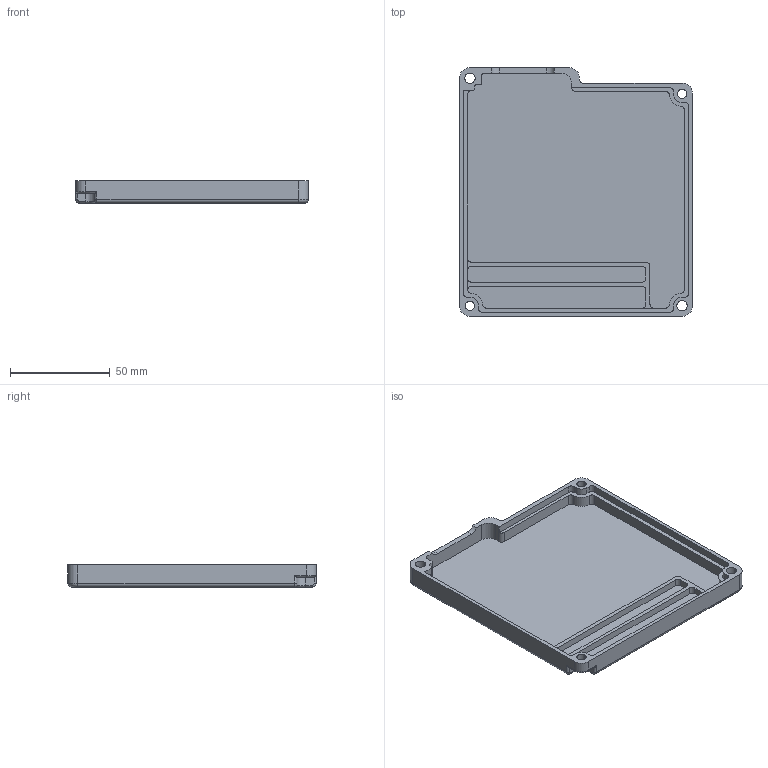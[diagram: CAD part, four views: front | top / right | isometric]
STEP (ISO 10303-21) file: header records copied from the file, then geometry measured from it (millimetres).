
FILE_DESCRIPTION (( 'STEP AP214' ), '1' );
FILE_NAME ('SHUTDOWN BOARD CASE BOTTOM.STEP', '2019-06-15T06:21:09', ( '' ), ( '' ), 'SwSTEP 2.0', 'SolidWorks 2018', '' );
FILE_SCHEMA (( 'AUTOMOTIVE_DESIGN' ));
Length unit declared in the file: millimetre
Products named in the file (1): SHUTDOWN BOARD CASE BOTTOM
Bounding box: 116.5 x 124.25 x 11.2 mm (x, y, z)
Volume: 42765.1 mm3; surface area: 38554.9 mm2
Topology: 1 solids, 1 shells, 130 faces, 355 edges, 226 vertices
Faces by surface type: cylinder 71, plane 47, torus 11, bspline 1
Entity records: 4215 total; most frequent: CARTESIAN_POINT 776, DIRECTION 752, ORIENTED_EDGE 708, EDGE_CURVE 354, AXIS2_PLACEMENT_3D 274, VERTEX_POINT 226, LINE 204, VECTOR 204
